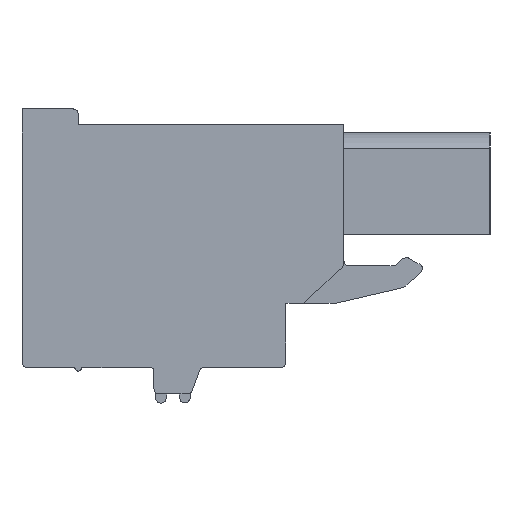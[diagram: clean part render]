
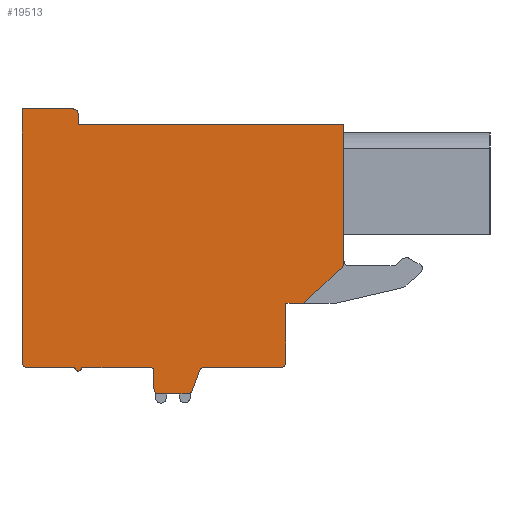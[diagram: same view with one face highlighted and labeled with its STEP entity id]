
A CAD part, left-side view. The second image highlights one B-rep face of the part: STEP entity #19513.
In plain terms, the highlighted planar face has unit normal (-1, 0, 0).
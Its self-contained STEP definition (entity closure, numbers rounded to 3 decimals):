
#748=DIRECTION('',(0.,0.,1.));
#749=VECTOR('',#748,7.87);
#750=CARTESIAN_POINT('',(-92.06,-5.66,-0.91));
#751=LINE('',#750,#749);
#3516=CARTESIAN_POINT('',(-92.06,-5.36,-0.91));
#3517=DIRECTION('',(1.,0.,0.));
#3518=DIRECTION('',(0.,-1.,0.));
#3519=AXIS2_PLACEMENT_3D('',#3516,#3517,#3518);
#3521=DIRECTION('',(0.,0.731,-0.683));
#3522=VECTOR('',#3521,3.018);
#3523=CARTESIAN_POINT('',(-92.06,-5.565,-1.129));
#3524=LINE('',#3523,#3522);
#3525=DIRECTION('',(0.,1.,0.));
#3526=VECTOR('',#3525,1.);
#3527=CARTESIAN_POINT('',(-92.06,-3.36,-3.19));
#3528=LINE('',#3527,#3526);
#3529=DIRECTION('',(0.,0.,-1.));
#3530=VECTOR('',#3529,3.35);
#3531=CARTESIAN_POINT('',(-92.06,-2.36,-3.19));
#3532=LINE('',#3531,#3530);
#3533=CARTESIAN_POINT('',(-92.06,-2.06,-6.54));
#3534=DIRECTION('',(1.,0.,0.));
#3535=DIRECTION('',(0.,-1.,0.));
#3536=AXIS2_PLACEMENT_3D('',#3533,#3534,#3535);
#3538=DIRECTION('',(0.,1.,0.));
#3539=VECTOR('',#3538,4.34);
#3540=CARTESIAN_POINT('',(-92.06,-2.06,-6.84));
#3541=LINE('',#3540,#3539);
#3542=CARTESIAN_POINT('',(-92.06,2.28,-7.14));
#3543=DIRECTION('',(-1.,0.,0.));
#3544=DIRECTION('',(0.,0.,1.));
#3545=AXIS2_PLACEMENT_3D('',#3542,#3543,#3544);
#3547=DIRECTION('',(0.,0.345,-0.939));
#3548=VECTOR('',#3547,1.179);
#3549=CARTESIAN_POINT('',(-92.06,2.562,-7.037));
#3550=LINE('',#3549,#3548);
#3551=CARTESIAN_POINT('',(-92.06,3.25,-8.04));
#3552=DIRECTION('',(1.,0.,0.));
#3553=DIRECTION('',(0.,-0.939,-0.345));
#3554=AXIS2_PLACEMENT_3D('',#3551,#3552,#3553);
#3556=DIRECTION('',(0.,1.,0.));
#3557=VECTOR('',#3556,1.59);
#3558=CARTESIAN_POINT('',(-92.06,3.25,-8.34));
#3559=LINE('',#3558,#3557);
#3560=CARTESIAN_POINT('',(-92.06,4.84,-8.04));
#3561=DIRECTION('',(1.,0.,0.));
#3562=DIRECTION('',(0.,0.,-1.));
#3563=AXIS2_PLACEMENT_3D('',#3560,#3561,#3562);
#3565=DIRECTION('',(0.,0.,1.));
#3566=VECTOR('',#3565,1.);
#3567=CARTESIAN_POINT('',(-92.06,5.14,-8.04));
#3568=LINE('',#3567,#3566);
#3569=CARTESIAN_POINT('',(-92.06,5.34,-7.04));
#3570=DIRECTION('',(-1.,0.,0.));
#3571=DIRECTION('',(0.,-1.,0.));
#3572=AXIS2_PLACEMENT_3D('',#3569,#3570,#3571);
#3574=DIRECTION('',(0.,1.,0.));
#3575=VECTOR('',#3574,3.9);
#3576=CARTESIAN_POINT('',(-92.06,5.34,-6.84));
#3577=LINE('',#3576,#3575);
#3578=CARTESIAN_POINT('',(-92.06,9.44,-6.84));
#3579=DIRECTION('',(1.,0.,0.));
#3580=DIRECTION('',(0.,-1.,0.));
#3581=AXIS2_PLACEMENT_3D('',#3578,#3579,#3580);
#3583=DIRECTION('',(0.,1.,0.));
#3584=VECTOR('',#3583,2.7);
#3585=CARTESIAN_POINT('',(-92.06,9.64,-6.84));
#3586=LINE('',#3585,#3584);
#3587=CARTESIAN_POINT('',(-92.06,12.34,-6.54));
#3588=DIRECTION('',(1.,0.,0.));
#3589=DIRECTION('',(0.,0.,-1.));
#3590=AXIS2_PLACEMENT_3D('',#3587,#3588,#3589);
#3592=DIRECTION('',(0.,0.,1.));
#3593=VECTOR('',#3592,14.4);
#3594=CARTESIAN_POINT('',(-92.06,12.64,-6.54));
#3595=LINE('',#3594,#3593);
#3596=DIRECTION('',(0.,-1.,0.));
#3597=VECTOR('',#3596,2.9);
#3598=CARTESIAN_POINT('',(-92.06,12.64,7.86));
#3599=LINE('',#3598,#3597);
#3600=CARTESIAN_POINT('',(-92.06,9.74,7.56));
#3601=DIRECTION('',(1.,0.,0.));
#3602=DIRECTION('',(0.,0.,1.));
#3603=AXIS2_PLACEMENT_3D('',#3600,#3601,#3602);
#3605=DIRECTION('',(0.,0.,-1.));
#3606=VECTOR('',#3605,0.6);
#3607=CARTESIAN_POINT('',(-92.06,9.44,7.56));
#3608=LINE('',#3607,#3606);
#3609=DIRECTION('',(0.,-1.,0.));
#3610=VECTOR('',#3609,15.1);
#3611=CARTESIAN_POINT('',(-92.06,9.44,6.96));
#3612=LINE('',#3611,#3610);
#11125=CARTESIAN_POINT('',(-92.06,9.44,6.96));
#11126=CARTESIAN_POINT('',(-92.06,-5.66,6.96));
#11127=VERTEX_POINT('',#11125);
#11128=VERTEX_POINT('',#11126);
#11129=CARTESIAN_POINT('',(-92.06,-5.66,-0.91));
#11130=CARTESIAN_POINT('',(-92.06,-5.565,-1.129));
#11131=VERTEX_POINT('',#11129);
#11132=VERTEX_POINT('',#11130);
#11133=CARTESIAN_POINT('',(-92.06,-3.36,-3.19));
#11134=VERTEX_POINT('',#11133);
#11135=CARTESIAN_POINT('',(-92.06,-2.36,-3.19));
#11136=VERTEX_POINT('',#11135);
#11137=CARTESIAN_POINT('',(-92.06,-2.36,-6.54));
#11138=VERTEX_POINT('',#11137);
#11139=CARTESIAN_POINT('',(-92.06,-2.06,-6.84));
#11140=VERTEX_POINT('',#11139);
#11141=CARTESIAN_POINT('',(-92.06,2.28,-6.84));
#11142=VERTEX_POINT('',#11141);
#11143=CARTESIAN_POINT('',(-92.06,2.562,-7.037));
#11144=VERTEX_POINT('',#11143);
#11145=CARTESIAN_POINT('',(-92.06,2.968,-8.143));
#11146=VERTEX_POINT('',#11145);
#11147=CARTESIAN_POINT('',(-92.06,3.25,-8.34));
#11148=VERTEX_POINT('',#11147);
#11149=CARTESIAN_POINT('',(-92.06,4.84,-8.34));
#11150=VERTEX_POINT('',#11149);
#11151=CARTESIAN_POINT('',(-92.06,5.14,-8.04));
#11152=VERTEX_POINT('',#11151);
#11153=CARTESIAN_POINT('',(-92.06,5.14,-7.04));
#11154=VERTEX_POINT('',#11153);
#11155=CARTESIAN_POINT('',(-92.06,5.34,-6.84));
#11156=VERTEX_POINT('',#11155);
#11157=CARTESIAN_POINT('',(-92.06,9.24,-6.84));
#11158=VERTEX_POINT('',#11157);
#11159=CARTESIAN_POINT('',(-92.06,9.64,-6.84));
#11160=VERTEX_POINT('',#11159);
#11161=CARTESIAN_POINT('',(-92.06,12.34,-6.84));
#11162=VERTEX_POINT('',#11161);
#11163=CARTESIAN_POINT('',(-92.06,12.64,-6.54));
#11164=VERTEX_POINT('',#11163);
#11165=CARTESIAN_POINT('',(-92.06,12.64,7.86));
#11166=VERTEX_POINT('',#11165);
#11167=CARTESIAN_POINT('',(-92.06,9.74,7.86));
#11168=VERTEX_POINT('',#11167);
#11169=CARTESIAN_POINT('',(-92.06,9.44,7.56));
#11170=VERTEX_POINT('',#11169);
#19464=CARTESIAN_POINT('',(-92.06,0.,0.));
#19465=DIRECTION('',(1.,0.,0.));
#19466=DIRECTION('',(0.,-1.,0.));
#19467=AXIS2_PLACEMENT_3D('',#19464,#19465,#19466);
#19468=PLANE('',#19467);
#19469=ORIENTED_EDGE('',*,*,#14618,.F.);
#19470=ORIENTED_EDGE('',*,*,#19444,.T.);
#19471=ORIENTED_EDGE('',*,*,#19370,.T.);
#19472=ORIENTED_EDGE('',*,*,#19344,.T.);
#19474=ORIENTED_EDGE('',*,*,#19473,.T.);
#19476=ORIENTED_EDGE('',*,*,#19475,.T.);
#19478=ORIENTED_EDGE('',*,*,#19477,.T.);
#19480=ORIENTED_EDGE('',*,*,#19479,.T.);
#19482=ORIENTED_EDGE('',*,*,#19481,.T.);
#19484=ORIENTED_EDGE('',*,*,#19483,.T.);
#19486=ORIENTED_EDGE('',*,*,#19485,.T.);
#19488=ORIENTED_EDGE('',*,*,#19487,.T.);
#19490=ORIENTED_EDGE('',*,*,#19489,.T.);
#19492=ORIENTED_EDGE('',*,*,#19491,.T.);
#19494=ORIENTED_EDGE('',*,*,#19493,.T.);
#19496=ORIENTED_EDGE('',*,*,#19495,.T.);
#19498=ORIENTED_EDGE('',*,*,#19497,.T.);
#19500=ORIENTED_EDGE('',*,*,#19499,.T.);
#19502=ORIENTED_EDGE('',*,*,#19501,.T.);
#19504=ORIENTED_EDGE('',*,*,#19503,.T.);
#19506=ORIENTED_EDGE('',*,*,#19505,.T.);
#19508=ORIENTED_EDGE('',*,*,#19507,.T.);
#19510=ORIENTED_EDGE('',*,*,#19509,.T.);
#19511=EDGE_LOOP('',(#19469,#19470,#19471,#19472,#19474,#19476,#19478,#19480,
#19482,#19484,#19486,#19488,#19490,#19492,#19494,#19496,#19498,#19500,#19502,
#19504,#19506,#19508,#19510));
#19512=FACE_OUTER_BOUND('',#19511,.F.);
#19513=ADVANCED_FACE('',(#19512),#19468,.F.);
#3520=CIRCLE('',#3519,0.3);
#3537=CIRCLE('',#3536,0.3);
#3546=CIRCLE('',#3545,0.3);
#3555=CIRCLE('',#3554,0.3);
#3564=CIRCLE('',#3563,0.3);
#3573=CIRCLE('',#3572,0.2);
#3582=CIRCLE('',#3581,0.2);
#3591=CIRCLE('',#3590,0.3);
#3604=CIRCLE('',#3603,0.3);
#14618=EDGE_CURVE('',#11131,#11128,#751,.T.);
#19344=EDGE_CURVE('',#11134,#11136,#3528,.T.);
#19370=EDGE_CURVE('',#11132,#11134,#3524,.T.);
#19444=EDGE_CURVE('',#11131,#11132,#3520,.T.);
#19473=EDGE_CURVE('',#11136,#11138,#3532,.T.);
#19475=EDGE_CURVE('',#11138,#11140,#3537,.T.);
#19477=EDGE_CURVE('',#11140,#11142,#3541,.T.);
#19479=EDGE_CURVE('',#11142,#11144,#3546,.T.);
#19481=EDGE_CURVE('',#11144,#11146,#3550,.T.);
#19483=EDGE_CURVE('',#11146,#11148,#3555,.T.);
#19485=EDGE_CURVE('',#11148,#11150,#3559,.T.);
#19487=EDGE_CURVE('',#11150,#11152,#3564,.T.);
#19489=EDGE_CURVE('',#11152,#11154,#3568,.T.);
#19491=EDGE_CURVE('',#11154,#11156,#3573,.T.);
#19493=EDGE_CURVE('',#11156,#11158,#3577,.T.);
#19495=EDGE_CURVE('',#11158,#11160,#3582,.T.);
#19497=EDGE_CURVE('',#11160,#11162,#3586,.T.);
#19499=EDGE_CURVE('',#11162,#11164,#3591,.T.);
#19501=EDGE_CURVE('',#11164,#11166,#3595,.T.);
#19503=EDGE_CURVE('',#11166,#11168,#3599,.T.);
#19505=EDGE_CURVE('',#11168,#11170,#3604,.T.);
#19507=EDGE_CURVE('',#11170,#11127,#3608,.T.);
#19509=EDGE_CURVE('',#11127,#11128,#3612,.T.);
